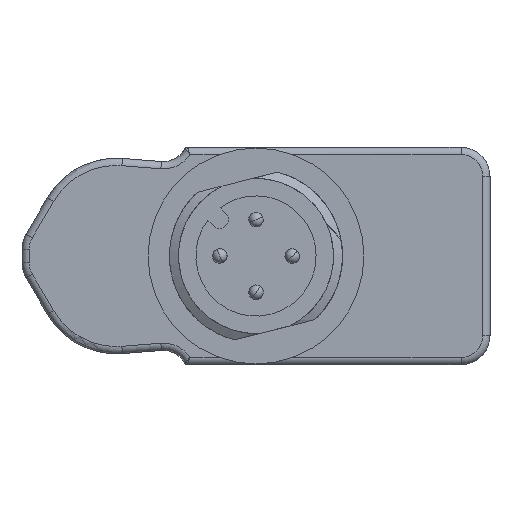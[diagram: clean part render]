
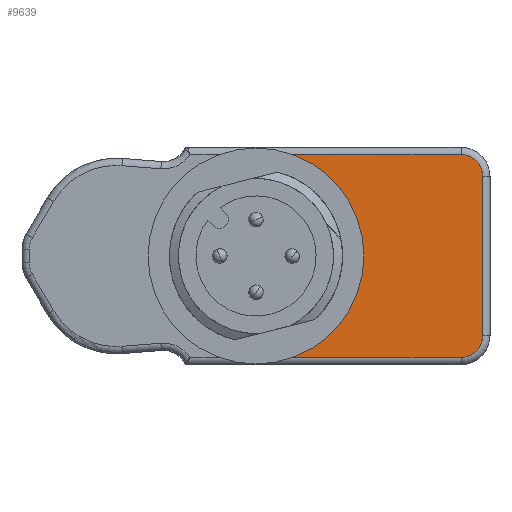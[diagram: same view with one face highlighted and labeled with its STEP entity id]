
A CAD part, front view. The second image highlights one B-rep face of the part: STEP entity #9639.
In plain terms, the highlighted planar face has unit normal (0, -1, 0).
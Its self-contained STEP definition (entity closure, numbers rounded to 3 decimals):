
#419=CARTESIAN_POINT('',(0.,-24.,0.));
#420=DIRECTION('',(0.,1.,0.));
#421=DIRECTION('',(0.342,0.,0.94));
#422=AXIS2_PLACEMENT_3D('',#419,#420,#421);
#424=DIRECTION('',(-1.,0.,0.));
#425=VECTOR('',#424,11.6);
#426=CARTESIAN_POINT('',(14.15,-24.,7.));
#427=LINE('',#426,#425);
#428=CARTESIAN_POINT('',(14.15,-24.,5.5));
#429=DIRECTION('',(0.,-1.,0.));
#430=DIRECTION('',(1.,0.,0.));
#431=AXIS2_PLACEMENT_3D('',#428,#429,#430);
#433=DIRECTION('',(0.,0.,1.));
#434=VECTOR('',#433,11.);
#435=CARTESIAN_POINT('',(15.65,-24.,-5.5));
#436=LINE('',#435,#434);
#437=CARTESIAN_POINT('',(14.15,-24.,-5.5));
#438=DIRECTION('',(0.,-1.,0.));
#439=DIRECTION('',(0.,0.,-1.));
#440=AXIS2_PLACEMENT_3D('',#437,#438,#439);
#442=DIRECTION('',(1.,0.,0.));
#443=VECTOR('',#442,11.6);
#444=CARTESIAN_POINT('',(2.55,-24.,-7.));
#445=LINE('',#444,#443);
#446=CARTESIAN_POINT('',(0.,-24.,0.));
#447=DIRECTION('',(0.,1.,0.));
#448=DIRECTION('',(1.,0.,0.));
#449=AXIS2_PLACEMENT_3D('',#446,#447,#448);
#8376=CARTESIAN_POINT('',(15.65,-24.,-5.5));
#8377=CARTESIAN_POINT('',(15.65,-24.,5.5));
#8378=VERTEX_POINT('',#8376);
#8379=VERTEX_POINT('',#8377);
#8549=CARTESIAN_POINT('',(14.15,-24.,-7.));
#8551=VERTEX_POINT('',#8549);
#8562=CARTESIAN_POINT('',(14.15,-24.,7.));
#8564=VERTEX_POINT('',#8562);
#8570=CARTESIAN_POINT('',(2.55,-24.,-7.));
#8572=VERTEX_POINT('',#8570);
#8575=CARTESIAN_POINT('',(2.55,-24.,7.));
#8577=VERTEX_POINT('',#8575);
#9280=CARTESIAN_POINT('',(7.45,-24.,0.));
#9282=VERTEX_POINT('',#9280);
#9620=CARTESIAN_POINT('',(-10.072,-24.,2.756));
#9621=DIRECTION('',(0.,-1.,0.));
#9622=DIRECTION('',(0.993,0.,-0.118));
#9623=AXIS2_PLACEMENT_3D('',#9620,#9621,#9622);
#9624=PLANE('',#9623);
#9625=ORIENTED_EDGE('',*,*,#9582,.F.);
#9627=ORIENTED_EDGE('',*,*,#9626,.F.);
#9629=ORIENTED_EDGE('',*,*,#9628,.F.);
#9631=ORIENTED_EDGE('',*,*,#9630,.F.);
#9633=ORIENTED_EDGE('',*,*,#9632,.F.);
#9635=ORIENTED_EDGE('',*,*,#9634,.F.);
#9636=ORIENTED_EDGE('',*,*,#9603,.F.);
#9637=EDGE_LOOP('',(#9625,#9627,#9629,#9631,#9633,#9635,#9636));
#9638=FACE_OUTER_BOUND('',#9637,.F.);
#9639=ADVANCED_FACE('',(#9638),#9624,.T.);
#423=CIRCLE('',#422,7.45);
#432=CIRCLE('',#431,1.5);
#441=CIRCLE('',#440,1.5);
#450=CIRCLE('',#449,7.45);
#9582=EDGE_CURVE('',#8577,#9282,#423,.T.);
#9603=EDGE_CURVE('',#9282,#8572,#450,.T.);
#9626=EDGE_CURVE('',#8564,#8577,#427,.T.);
#9628=EDGE_CURVE('',#8379,#8564,#432,.T.);
#9630=EDGE_CURVE('',#8378,#8379,#436,.T.);
#9632=EDGE_CURVE('',#8551,#8378,#441,.T.);
#9634=EDGE_CURVE('',#8572,#8551,#445,.T.);
